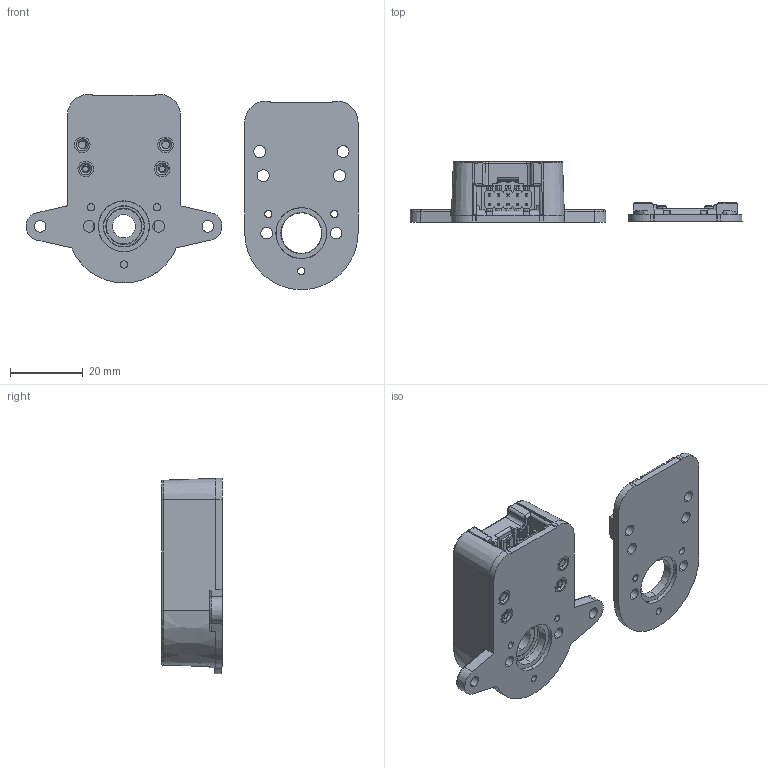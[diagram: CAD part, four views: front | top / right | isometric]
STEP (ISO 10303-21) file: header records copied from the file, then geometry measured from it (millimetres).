
FILE_DESCRIPTION (( 'STEP AP214' ), '1' );
FILE_NAME ('STP-MTRA-ENC7.STEP', '2021-03-17T00:05:05', ( '' ), ( '' ), 'SwSTEP 2.0', 'SolidWorks 2017', '' );
FILE_SCHEMA (( 'AUTOMOTIVE_DESIGN' ));
Length unit declared in the file: inch
Products named in the file (1): STP-MTRA-ENC7
Bounding box: 91.05 x 16.59 x 53.61 mm (x, y, z)
Volume: 19610.1 mm3; surface area: 20653.5 mm2
Topology: 32 solids, 33 shells, 2929 faces, 7177 edges, 4453 vertices
Faces by surface type: plane 1428, cylinder 762, cone 550, bspline 127, torus 42, sphere 20
Entity records: 102678 total; most frequent: CARTESIAN_POINT 29923, ORIENTED_EDGE 14266, DIRECTION 14099, EDGE_CURVE 7133, AXIS2_PLACEMENT_3D 4779, VECTOR 4541, LINE 4541, VERTEX_POINT 4453
